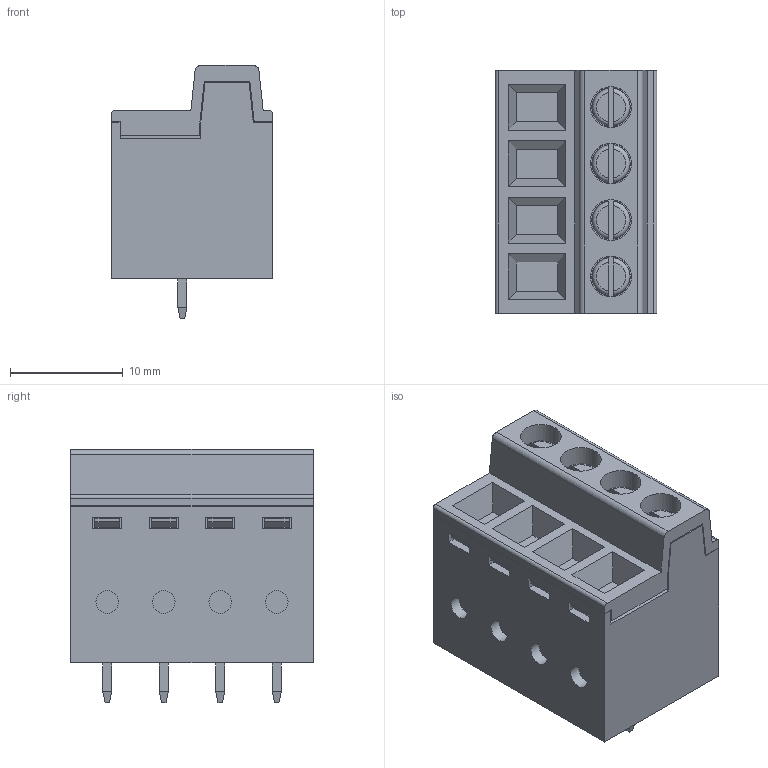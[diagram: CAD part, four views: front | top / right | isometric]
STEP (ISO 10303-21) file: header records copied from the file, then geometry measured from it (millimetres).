
FILE_DESCRIPTION(/* description */ ('Unknown'),/* implementation_level */ '2;1');
FILE_NAME(/* name */ 'MB800-50004_20230306',/* time_stamp */ '2023-03-07T13:11:09+08:00',/* author */ ('Unknown'),/* organization */ ('Unknown'),/* preprocessor_version */ 'ST-DEVELOPER v16.7',/* originating_system */ 'DEX',/* authorisation */ $);
FILE_SCHEMA (('AUTOMOTIVE_DESIGN {1 0 10303 214 3 1 1}'));
Length unit declared in the file: millimetre
Products named in the file (1): MB800-50004_20230306
Bounding box: 14.3 x 21.5 x 22.4 mm (x, y, z)
Volume: 4824.6 mm3; surface area: 2681.5 mm2
Topology: 5 solids, 5 shells, 286 faces, 722 edges, 476 vertices
Faces by surface type: plane 258, cylinder 12, torus 8, cone 8
Full cylindrical faces by diameter (mm): 2 x4, 3.6 x4
Entity records: 10889 total; most frequent: CARTESIAN_POINT 1981, ORIENTED_EDGE 1428, DIRECTION 1320, EDGE_CURVE 714, LINE 650, VECTOR 650, VERTEX_POINT 476, AXIS2_PLACEMENT_3D 335
